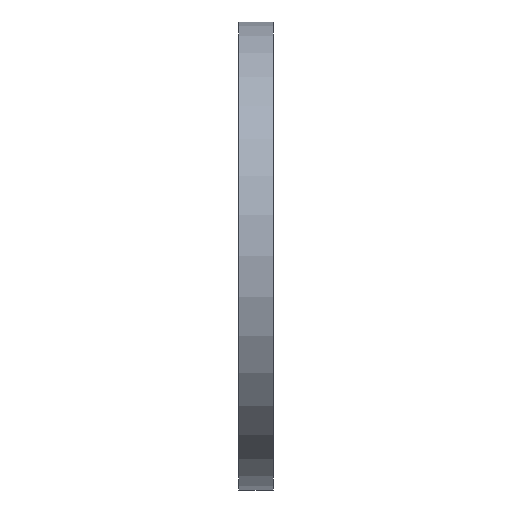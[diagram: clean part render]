
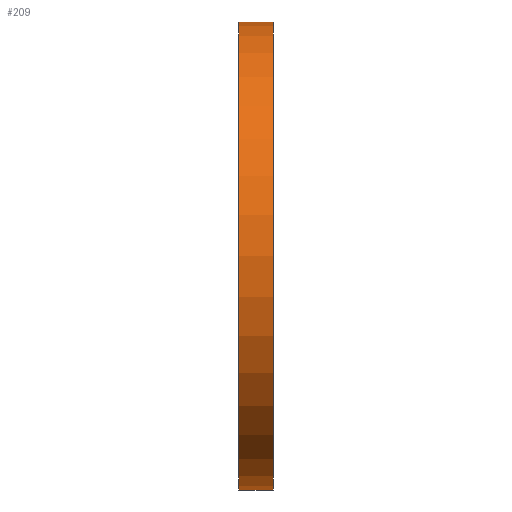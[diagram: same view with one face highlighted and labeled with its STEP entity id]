
A CAD part, front view. The second image highlights one B-rep face of the part: STEP entity #209.
In plain terms, the highlighted cylindrical face has radius 170 mm (diameter 340 mm), a partial arc.
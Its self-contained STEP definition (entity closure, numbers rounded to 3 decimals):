
#167 = EDGE_CURVE( '', #179, #219, #431, .T. );
#179 = VERTEX_POINT( '', #444 );
#209 = ADVANCED_FACE( '', ( #485 ), #486, .T. );
#215 = EDGE_CURVE( '', #355, #179, #492, .T. );
#219 = VERTEX_POINT( '', #497 );
#227 = EDGE_CURVE( '', #311, #355, #505, .T. );
#311 = VERTEX_POINT( '', #605 );
#333 = EDGE_CURVE( '', #219, #311, #628, .T. );
#355 = VERTEX_POINT( '', #655 );
#431 = CIRCLE( '', #733, 170. );
#444 = CARTESIAN_POINT( '', ( 25., 0., -170. ) );
#485 = FACE_OUTER_BOUND( '', #797, .T. );
#486 = CYLINDRICAL_SURFACE( '', #798, 170. );
#492 = LINE( '', #808, #809 );
#497 = CARTESIAN_POINT( '', ( 25., 0., 170. ) );
#505 = CIRCLE( '', #824, 170. );
#605 = CARTESIAN_POINT( '', ( 0., 0., 170. ) );
#628 = LINE( '', #981, #982 );
#655 = CARTESIAN_POINT( '', ( 0., 0., -170. ) );
#733 = AXIS2_PLACEMENT_3D( '', #1094, #1095, #1096 );
#797 = EDGE_LOOP( '', ( #1162, #1163, #1164, #1165 ) );
#798 = AXIS2_PLACEMENT_3D( '', #1166, #1167, #1168 );
#808 = CARTESIAN_POINT( '', ( 0., 0., -170. ) );
#809 = VECTOR( '', #1173, 1. );
#824 = AXIS2_PLACEMENT_3D( '', #1185, #1186, #1187 );
#981 = CARTESIAN_POINT( '', ( 0., 0., 170. ) );
#982 = VECTOR( '', #1332, 1. );
#1094 = CARTESIAN_POINT( '', ( 25., 0., 0. ) );
#1095 = DIRECTION( '', ( -1., 0., 0. ) );
#1096 = DIRECTION( '', ( 0., 0., -1. ) );
#1162 = ORIENTED_EDGE( '', *, *, #215, .T. );
#1163 = ORIENTED_EDGE( '', *, *, #167, .T. );
#1164 = ORIENTED_EDGE( '', *, *, #333, .T. );
#1165 = ORIENTED_EDGE( '', *, *, #227, .T. );
#1166 = CARTESIAN_POINT( '', ( 0., 0., 0. ) );
#1167 = DIRECTION( '', ( -1., 0., 0. ) );
#1168 = DIRECTION( '', ( 0., 0., -1. ) );
#1173 = DIRECTION( '', ( 1., 0., 0. ) );
#1185 = CARTESIAN_POINT( '', ( 0., 0., 0. ) );
#1186 = DIRECTION( '', ( 1., 0., 0. ) );
#1187 = DIRECTION( '', ( 0., 0., -1. ) );
#1332 = DIRECTION( '', ( -1., 0., 0. ) );
